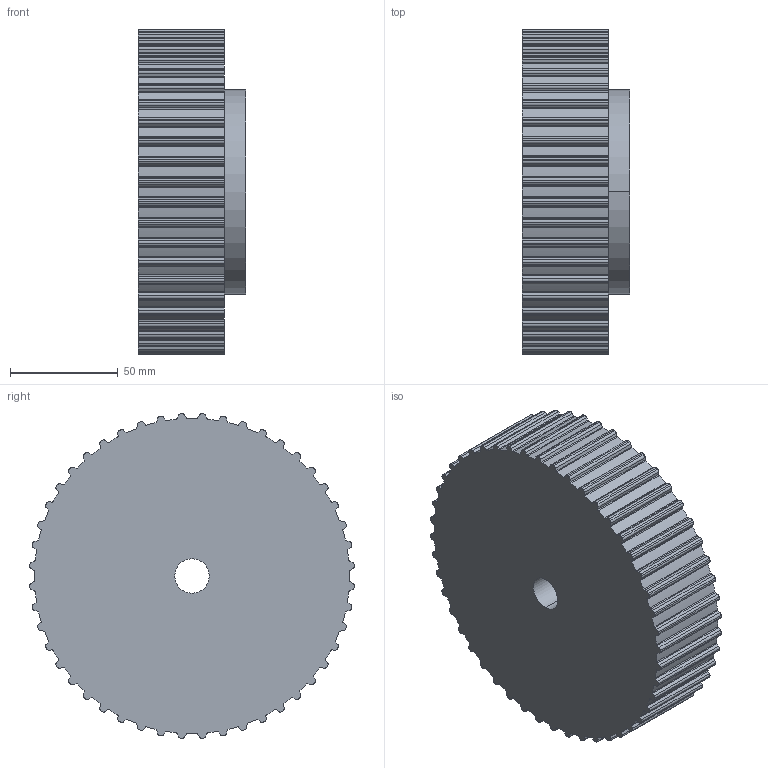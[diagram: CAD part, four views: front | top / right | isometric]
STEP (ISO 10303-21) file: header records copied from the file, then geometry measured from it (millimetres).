
FILE_DESCRIPTION(('STEP AP214'),'1');
FILE_NAME('cctmp_342E8EDB-C0F9-40C8-A3D5-44B829470EF8_2021_1_7_12_59_28_477..stp','2021-01-07T11:59:28',('Mulco-Europe EWIV'),('CADClick - www.CADClick.com'),'Spatial InterOp 3D',' ','unknown authorization');
FILE_SCHEMA(('AUTOMOTIVE_DESIGN'));
Length unit declared in the file: millimetre
Products named in the file (1): 2021_01_07__12-59-28-446
Bounding box: 50 x 150.7 x 150.7 mm (x, y, z)
Volume: 747997.5 mm3; surface area: 63017.6 mm2
Topology: 1 solids, 1 shells, 391 faces, 1164 edges, 776 vertices
Faces by surface type: cylinder 292, plane 99
Entity records: 16578 total; most frequent: DIRECTION 2532, CARTESIAN_POINT 2332, ORIENTED_EDGE 2328, EDGE_CURVE 1164, AXIS2_PLACEMENT_3D 976, VERTEX_POINT 776, CIRCLE 584, LINE 580
